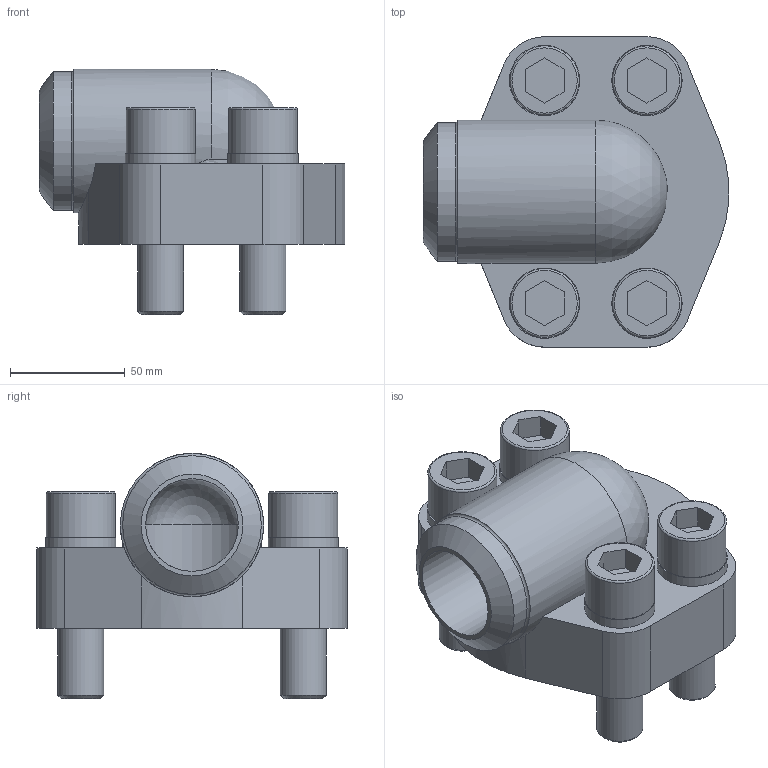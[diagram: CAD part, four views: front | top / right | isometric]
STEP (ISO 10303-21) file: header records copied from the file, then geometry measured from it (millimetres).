
FILE_DESCRIPTION(/* description */ ('STEP AP203'),/* implementation_level */ '2;1');
FILE_NAME(/* name */ 'SAE-Elbow Butt Weld Flange Connection AFW 51-6-60.3x10-01',/* time_stamp */ '2025-01-21T10:12:08+01:00',/* author */ ('License CC BY-ND 4.0'),/* organization */ ('CADENAS'),/* preprocessor_version */ 'ST-DEVELOPER v19.3',/* originating_system */ 'PARTsolutions',/* authorisation */ ' ');
FILE_SCHEMA (('CONFIG_CONTROL_DESIGN'));
Length unit declared in the file: millimetre
Products named in the file (1): SAE Winkelflanschanschluss AFW 51-6-60.3x10-01
Bounding box: 132.83 x 135 x 106.65 mm (x, y, z)
Volume: 581082.8 mm3; surface area: 105467.1 mm2
Topology: 1 solids, 3 shells, 111 faces, 239 edges, 155 vertices
Faces by surface type: plane 61, cylinder 35, torus 8, cone 5, sphere 2
Full cylindrical faces by diameter (mm): 20 x4, 20.2 x4, 21 x4, 30 x4, 30.6 x4, 40.3 x1, 51 x1, 56.94 x2, 60.3 x1, 62.3 x1, 63.6 x2
Entity records: 3560 total; most frequent: DIRECTION 490, CARTESIAN_POINT 488, ORIENTED_EDGE 374, AXIS2_PLACEMENT_3D 195, EDGE_CURVE 187, EDGE_LOOP 181, FACE_BOUND 181, VERTEX_POINT 146
